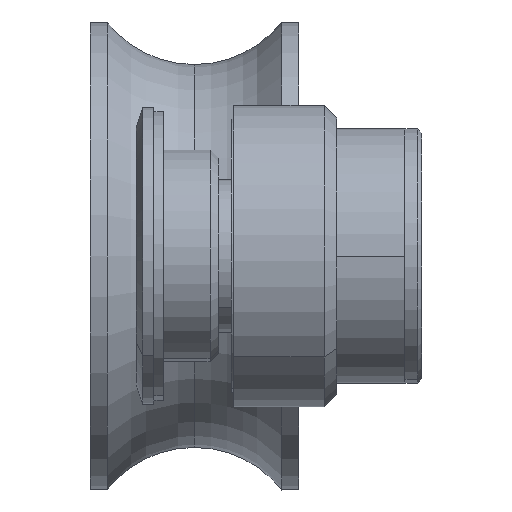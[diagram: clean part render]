
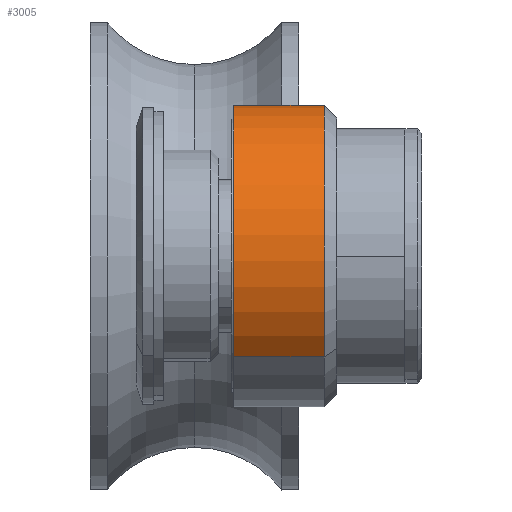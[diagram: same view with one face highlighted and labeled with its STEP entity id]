
A CAD part, front view. The second image highlights one B-rep face of the part: STEP entity #3005.
In plain terms, the highlighted cylindrical face has radius 17.75 mm (diameter 35.5 mm), a partial arc.
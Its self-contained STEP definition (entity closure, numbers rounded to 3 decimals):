
#20 = CARTESIAN_POINT ( 'NONE',  ( 0., 6.05, -17.75 ) ) ;
#434 = DIRECTION ( 'NONE',  ( 0., -1., 0. ) ) ;
#874 = EDGE_LOOP ( 'NONE', ( #1371, #6396, #4562, #6620 ) ) ;
#1273 = DIRECTION ( 'NONE',  ( 0., 0., 1. ) ) ;
#1371 = ORIENTED_EDGE ( 'NONE', *, *, #5424, .F. ) ;
#1459 = CYLINDRICAL_SURFACE ( 'NONE', #6050, 17.75 ) ;
#1548 = EDGE_CURVE ( 'NONE', #2928, #4439, #2844, .T. ) ;
#1575 = VECTOR ( 'NONE', #2679, 1000. ) ;
#1883 = CARTESIAN_POINT ( 'NONE',  ( 0., 6.05, 17.75 ) ) ;
#1984 = CIRCLE ( 'NONE', #4128, 17.75 ) ;
#2050 = CARTESIAN_POINT ( 'NONE',  ( 0., 6.05, 17.75 ) ) ;
#2132 = DIRECTION ( 'NONE',  ( 0., 0., -1. ) ) ;
#2213 = CARTESIAN_POINT ( 'NONE',  ( 0., 6.05, -17.75 ) ) ;
#2594 = CARTESIAN_POINT ( 'NONE',  ( 0., -4.55, -17.75 ) ) ;
#2679 = DIRECTION ( 'NONE',  ( 0., -1., 0. ) ) ;
#2689 = DIRECTION ( 'NONE',  ( 0., -1., 0. ) ) ;
#2844 = CIRCLE ( 'NONE', #6962, 17.75 ) ;
#2928 = VERTEX_POINT ( 'NONE', #2594 ) ;
#3003 = CARTESIAN_POINT ( 'NONE',  ( 0., -4.55, 17.75 ) ) ;
#3005 = ADVANCED_FACE ( 'NONE', ( #4006 ), #1459, .T. ) ;
#3279 = DIRECTION ( 'NONE',  ( 0., -1., 0. ) ) ;
#3664 = DIRECTION ( 'NONE',  ( 0., 1., 0. ) ) ;
#3942 = EDGE_CURVE ( 'NONE', #5369, #2928, #7139, .T. ) ;
#4006 = FACE_OUTER_BOUND ( 'NONE', #874, .T. ) ;
#4128 = AXIS2_PLACEMENT_3D ( 'NONE', #5051, #3279, #5207 ) ;
#4234 = EDGE_CURVE ( 'NONE', #6724, #5369, #1984, .T. ) ;
#4439 = VERTEX_POINT ( 'NONE', #3003 ) ;
#4562 = ORIENTED_EDGE ( 'NONE', *, *, #3942, .T. ) ;
#5051 = CARTESIAN_POINT ( 'NONE',  ( 0., 6.05, 0. ) ) ;
#5207 = DIRECTION ( 'NONE',  ( 1., 0., 0. ) ) ;
#5223 = LINE ( 'NONE', #2050, #1575 ) ;
#5369 = VERTEX_POINT ( 'NONE', #20 ) ;
#5424 = EDGE_CURVE ( 'NONE', #6724, #4439, #5223, .T. ) ;
#6050 = AXIS2_PLACEMENT_3D ( 'NONE', #7497, #434, #2132 ) ;
#6396 = ORIENTED_EDGE ( 'NONE', *, *, #4234, .T. ) ;
#6620 = ORIENTED_EDGE ( 'NONE', *, *, #1548, .T. ) ;
#6724 = VERTEX_POINT ( 'NONE', #1883 ) ;
#6951 = VECTOR ( 'NONE', #2689, 1000. ) ;
#6962 = AXIS2_PLACEMENT_3D ( 'NONE', #7246, #3664, #1273 ) ;
#7139 = LINE ( 'NONE', #2213, #6951 ) ;
#7246 = CARTESIAN_POINT ( 'NONE',  ( 0., -4.55, 0. ) ) ;
#7497 = CARTESIAN_POINT ( 'NONE',  ( 0., 6.05, 0. ) ) ;
